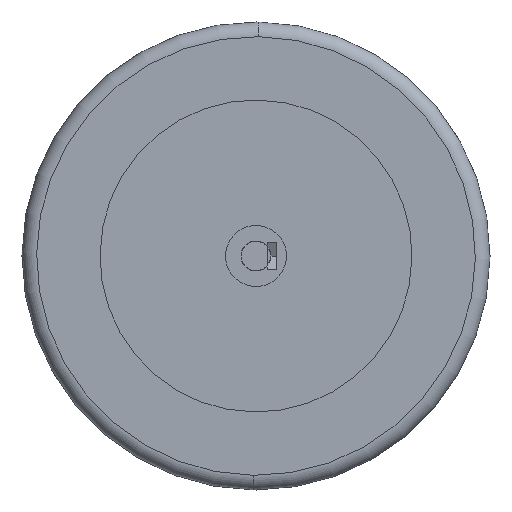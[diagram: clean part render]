
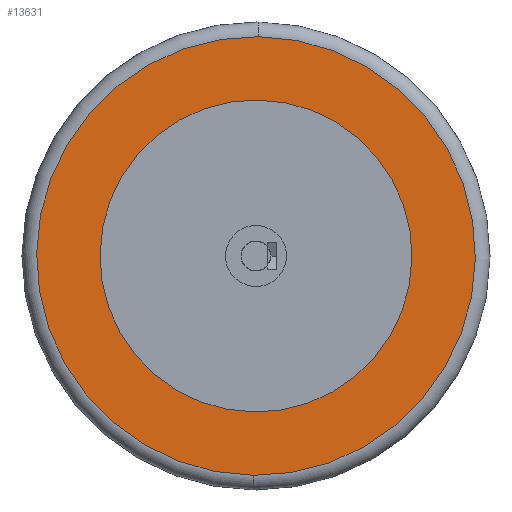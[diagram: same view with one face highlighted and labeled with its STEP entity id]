
A CAD part, front view. The second image highlights one B-rep face of the part: STEP entity #13631.
In plain terms, the highlighted planar face has unit normal (0, -1, 0).
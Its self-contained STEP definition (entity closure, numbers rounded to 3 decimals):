
#1008 = VERTEX_POINT ( 'NONE', #34723 ) ;
#2453 = CARTESIAN_POINT ( 'NONE',  ( 0., -7.15, -45. ) ) ;
#2586 = AXIS2_PLACEMENT_3D ( 'NONE', #24080, #21243, #27237 ) ;
#4994 = AXIS2_PLACEMENT_3D ( 'NONE', #29638, #12603, #26832 ) ;
#5955 = CIRCLE ( 'NONE', #13740, 45. ) ;
#6511 = ORIENTED_EDGE ( 'NONE', *, *, #11450, .F. ) ;
#6987 = FACE_BOUND ( 'NONE', #25767, .T. ) ;
#7440 = DIRECTION ( 'NONE',  ( 0., 0., -1. ) ) ;
#8491 = CARTESIAN_POINT ( 'NONE',  ( 0., -7.15, 45. ) ) ;
#9383 = ORIENTED_EDGE ( 'NONE', *, *, #25855, .F. ) ;
#11450 = EDGE_CURVE ( 'NONE', #1008, #28660, #21689, .T. ) ;
#11631 = AXIS2_PLACEMENT_3D ( 'NONE', #28290, #19674, #28106 ) ;
#12603 = DIRECTION ( 'NONE',  ( 0., 1., 0. ) ) ;
#13631 = ADVANCED_FACE ( 'NONE', ( #6987, #29460 ), #18209, .F. ) ;
#13740 = AXIS2_PLACEMENT_3D ( 'NONE', #28248, #17557, #25262 ) ;
#14533 = ORIENTED_EDGE ( 'NONE', *, *, #32540, .T. ) ;
#17557 = DIRECTION ( 'NONE',  ( 0., -1., 0. ) ) ;
#18209 = PLANE ( 'NONE',  #4994 ) ;
#18421 = VERTEX_POINT ( 'NONE', #8491 ) ;
#19674 = DIRECTION ( 'NONE',  ( 0., -1., 0. ) ) ;
#20973 = EDGE_CURVE ( 'NONE', #24100, #18421, #36097, .T. ) ;
#21243 = DIRECTION ( 'NONE',  ( 0., -1., 0. ) ) ;
#21689 = CIRCLE ( 'NONE', #2586, 32. ) ;
#22013 = CIRCLE ( 'NONE', #23795, 32. ) ;
#22666 = CARTESIAN_POINT ( 'NONE',  ( 0., -7.15, 32. ) ) ;
#23795 = AXIS2_PLACEMENT_3D ( 'NONE', #24850, #27452, #7440 ) ;
#23815 = EDGE_LOOP ( 'NONE', ( #14533, #37008 ) ) ;
#24080 = CARTESIAN_POINT ( 'NONE',  ( 0., -7.15, 0. ) ) ;
#24100 = VERTEX_POINT ( 'NONE', #2453 ) ;
#24850 = CARTESIAN_POINT ( 'NONE',  ( 0., -7.15, 0. ) ) ;
#25262 = DIRECTION ( 'NONE',  ( 0., 0., 1. ) ) ;
#25767 = EDGE_LOOP ( 'NONE', ( #6511, #9383 ) ) ;
#25855 = EDGE_CURVE ( 'NONE', #28660, #1008, #22013, .T. ) ;
#26832 = DIRECTION ( 'NONE',  ( 0., 0., 1. ) ) ;
#27237 = DIRECTION ( 'NONE',  ( 0., 0., -1. ) ) ;
#27452 = DIRECTION ( 'NONE',  ( 0., -1., 0. ) ) ;
#28106 = DIRECTION ( 'NONE',  ( 0., 0., 1. ) ) ;
#28248 = CARTESIAN_POINT ( 'NONE',  ( 0., -7.15, 0. ) ) ;
#28290 = CARTESIAN_POINT ( 'NONE',  ( 0., -7.15, 0. ) ) ;
#28660 = VERTEX_POINT ( 'NONE', #22666 ) ;
#29460 = FACE_OUTER_BOUND ( 'NONE', #23815, .T. ) ;
#29638 = CARTESIAN_POINT ( 'NONE',  ( 0., -7.15, 0. ) ) ;
#32540 = EDGE_CURVE ( 'NONE', #18421, #24100, #5955, .T. ) ;
#34723 = CARTESIAN_POINT ( 'NONE',  ( 0., -7.15, -32. ) ) ;
#36097 = CIRCLE ( 'NONE', #11631, 45. ) ;
#37008 = ORIENTED_EDGE ( 'NONE', *, *, #20973, .T. ) ;
